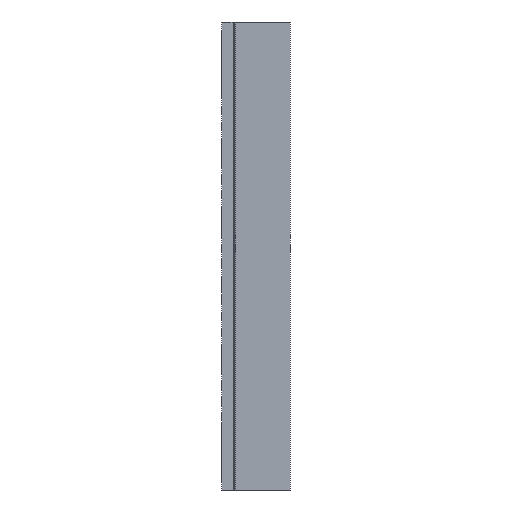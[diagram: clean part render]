
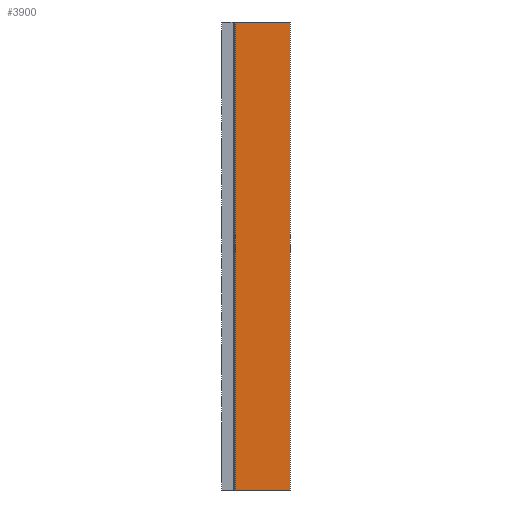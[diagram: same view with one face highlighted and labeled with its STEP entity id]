
A CAD part, left-side view. The second image highlights one B-rep face of the part: STEP entity #3900.
In plain terms, the highlighted planar face has unit normal (-1, 0, 0).
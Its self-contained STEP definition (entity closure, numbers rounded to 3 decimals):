
#119 = PLANE ( 'NONE',  #1588 ) ;
#447 = CARTESIAN_POINT ( 'NONE',  ( -49., 0., 238. ) ) ;
#677 = VERTEX_POINT ( 'NONE', #3801 ) ;
#708 = DIRECTION ( 'NONE',  ( 0., -1., 0. ) ) ;
#1313 = VERTEX_POINT ( 'NONE', #5125 ) ;
#1588 = AXIS2_PLACEMENT_3D ( 'NONE', #4844, #4971, #8348 ) ;
#1881 = DIRECTION ( 'NONE',  ( 0., 0., -1. ) ) ;
#1971 = ORIENTED_EDGE ( 'NONE', *, *, #8800, .F. ) ;
#2094 = FACE_OUTER_BOUND ( 'NONE', #4510, .T. ) ;
#2359 = CARTESIAN_POINT ( 'NONE',  ( -49., 0., 238. ) ) ;
#2471 = VECTOR ( 'NONE', #6428, 1000. ) ;
#2956 = DIRECTION ( 'NONE',  ( 0., 0., -1. ) ) ;
#3164 = CARTESIAN_POINT ( 'NONE',  ( -49., 28.012, 238. ) ) ;
#3801 = CARTESIAN_POINT ( 'NONE',  ( -49., 0., 0. ) ) ;
#3900 = ADVANCED_FACE ( 'NONE', ( #2094 ), #119, .F. ) ;
#3910 = EDGE_CURVE ( 'NONE', #4335, #1313, #4289, .T. ) ;
#4005 = CARTESIAN_POINT ( 'NONE',  ( -49., 28.012, 238. ) ) ;
#4263 = VERTEX_POINT ( 'NONE', #2359 ) ;
#4289 = LINE ( 'NONE', #4005, #8647 ) ;
#4335 = VERTEX_POINT ( 'NONE', #4951 ) ;
#4510 = EDGE_LOOP ( 'NONE', ( #6316, #4877, #1971, #5571 ) ) ;
#4844 = CARTESIAN_POINT ( 'NONE',  ( -49., 28.012, 238. ) ) ;
#4877 = ORIENTED_EDGE ( 'NONE', *, *, #5106, .F. ) ;
#4951 = CARTESIAN_POINT ( 'NONE',  ( -49., 28.012, 238. ) ) ;
#4971 = DIRECTION ( 'NONE',  ( 1., 0., 0. ) ) ;
#5106 = EDGE_CURVE ( 'NONE', #4263, #677, #8537, .T. ) ;
#5125 = CARTESIAN_POINT ( 'NONE',  ( -49., 28.012, 0. ) ) ;
#5435 = CARTESIAN_POINT ( 'NONE',  ( -49., 28.012, 0. ) ) ;
#5571 = ORIENTED_EDGE ( 'NONE', *, *, #3910, .T. ) ;
#5594 = LINE ( 'NONE', #5435, #8208 ) ;
#6316 = ORIENTED_EDGE ( 'NONE', *, *, #8220, .T. ) ;
#6428 = DIRECTION ( 'NONE',  ( 0., -1., 0. ) ) ;
#6783 = VECTOR ( 'NONE', #1881, 1000. ) ;
#7105 = LINE ( 'NONE', #3164, #2471 ) ;
#8208 = VECTOR ( 'NONE', #708, 1000. ) ;
#8220 = EDGE_CURVE ( 'NONE', #1313, #677, #5594, .T. ) ;
#8348 = DIRECTION ( 'NONE',  ( 0., 1., 0. ) ) ;
#8537 = LINE ( 'NONE', #447, #6783 ) ;
#8647 = VECTOR ( 'NONE', #2956, 1000. ) ;
#8800 = EDGE_CURVE ( 'NONE', #4335, #4263, #7105, .T. ) ;
